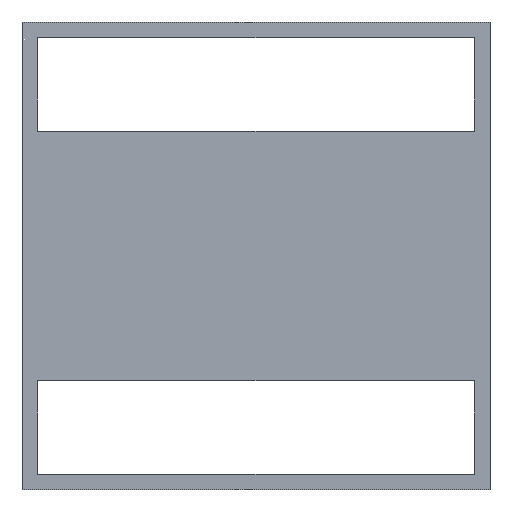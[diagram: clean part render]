
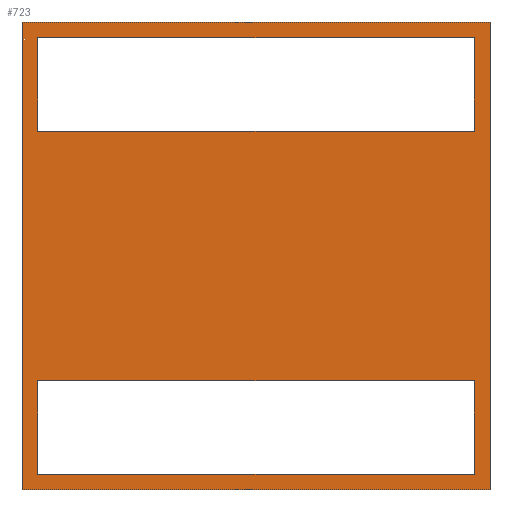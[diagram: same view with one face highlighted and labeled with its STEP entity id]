
A CAD part, front view. The second image highlights one B-rep face of the part: STEP entity #723.
In plain terms, the highlighted planar face has unit normal (0, -1, 0).
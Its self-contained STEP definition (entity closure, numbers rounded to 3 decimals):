
#8 = VECTOR ( 'NONE', #795, 1000. ) ;
#21 = DIRECTION ( 'NONE',  ( 1., 0., 0. ) ) ;
#23 = VERTEX_POINT ( 'NONE', #349 ) ;
#26 = VERTEX_POINT ( 'NONE', #703 ) ;
#27 = ORIENTED_EDGE ( 'NONE', *, *, #821, .T. ) ;
#51 = CARTESIAN_POINT ( 'NONE',  ( 280., 0., -160. ) ) ;
#75 = VERTEX_POINT ( 'NONE', #424 ) ;
#79 = EDGE_CURVE ( 'NONE', #505, #75, #289, .T. ) ;
#81 = CARTESIAN_POINT ( 'NONE',  ( 300., 0., 300. ) ) ;
#85 = EDGE_CURVE ( 'NONE', #615, #317, #806, .T. ) ;
#86 = CARTESIAN_POINT ( 'NONE',  ( -280., 0., 160. ) ) ;
#94 = EDGE_CURVE ( 'NONE', #317, #505, #214, .T. ) ;
#107 = CARTESIAN_POINT ( 'NONE',  ( -280., 0., 160. ) ) ;
#120 = EDGE_CURVE ( 'NONE', #895, #26, #640, .T. ) ;
#138 = DIRECTION ( 'NONE',  ( 0., 0., 1. ) ) ;
#150 = ORIENTED_EDGE ( 'NONE', *, *, #584, .T. ) ;
#162 = DIRECTION ( 'NONE',  ( -1., 0., 0. ) ) ;
#170 = DIRECTION ( 'NONE',  ( 0., 1., 0. ) ) ;
#171 = ORIENTED_EDGE ( 'NONE', *, *, #85, .F. ) ;
#174 = CARTESIAN_POINT ( 'NONE',  ( 0., 0., 0. ) ) ;
#184 = EDGE_LOOP ( 'NONE', ( #328, #171, #725, #732 ) ) ;
#186 = FACE_BOUND ( 'NONE', #955, .T. ) ;
#199 = CARTESIAN_POINT ( 'NONE',  ( -280., 0., 160. ) ) ;
#205 = CARTESIAN_POINT ( 'NONE',  ( -280., 0., 280. ) ) ;
#214 = LINE ( 'NONE', #271, #360 ) ;
#216 = DIRECTION ( 'NONE',  ( -1., 0., 0. ) ) ;
#231 = LINE ( 'NONE', #86, #631 ) ;
#236 = VERTEX_POINT ( 'NONE', #693 ) ;
#271 = CARTESIAN_POINT ( 'NONE',  ( -300., 0., -300. ) ) ;
#287 = LINE ( 'NONE', #426, #8 ) ;
#289 = LINE ( 'NONE', #940, #918 ) ;
#295 = DIRECTION ( 'NONE',  ( -1., 0., 0. ) ) ;
#297 = VERTEX_POINT ( 'NONE', #350 ) ;
#300 = VECTOR ( 'NONE', #21, 1000. ) ;
#303 = ORIENTED_EDGE ( 'NONE', *, *, #474, .T. ) ;
#317 = VERTEX_POINT ( 'NONE', #342 ) ;
#324 = EDGE_CURVE ( 'NONE', #500, #297, #549, .T. ) ;
#326 = CARTESIAN_POINT ( 'NONE',  ( -280., 0., 280. ) ) ;
#328 = ORIENTED_EDGE ( 'NONE', *, *, #94, .F. ) ;
#333 = ORIENTED_EDGE ( 'NONE', *, *, #626, .T. ) ;
#334 = VECTOR ( 'NONE', #939, 1000. ) ;
#342 = CARTESIAN_POINT ( 'NONE',  ( 300., 0., -300. ) ) ;
#346 = VECTOR ( 'NONE', #582, 1000. ) ;
#349 = CARTESIAN_POINT ( 'NONE',  ( -280., 0., -160. ) ) ;
#350 = CARTESIAN_POINT ( 'NONE',  ( 280., 0., 160. ) ) ;
#352 = CARTESIAN_POINT ( 'NONE',  ( -280., 0., -160. ) ) ;
#360 = VECTOR ( 'NONE', #295, 1000. ) ;
#381 = EDGE_CURVE ( 'NONE', #23, #236, #287, .T. ) ;
#389 = CARTESIAN_POINT ( 'NONE',  ( 280., 0., 280. ) ) ;
#424 = CARTESIAN_POINT ( 'NONE',  ( -300., 0., 300. ) ) ;
#426 = CARTESIAN_POINT ( 'NONE',  ( -280., 0., -160. ) ) ;
#428 = DIRECTION ( 'NONE',  ( 1., 0., 0. ) ) ;
#436 = CARTESIAN_POINT ( 'NONE',  ( 300., 0., 300. ) ) ;
#474 = EDGE_CURVE ( 'NONE', #735, #957, #691, .T. ) ;
#483 = FACE_OUTER_BOUND ( 'NONE', #184, .T. ) ;
#500 = VERTEX_POINT ( 'NONE', #389 ) ;
#505 = VERTEX_POINT ( 'NONE', #741 ) ;
#549 = LINE ( 'NONE', #781, #577 ) ;
#553 = ORIENTED_EDGE ( 'NONE', *, *, #324, .T. ) ;
#560 = CARTESIAN_POINT ( 'NONE',  ( -280., 0., -280. ) ) ;
#564 = LINE ( 'NONE', #352, #334 ) ;
#571 = LINE ( 'NONE', #51, #706 ) ;
#577 = VECTOR ( 'NONE', #846, 1000. ) ;
#582 = DIRECTION ( 'NONE',  ( 0., 0., 1. ) ) ;
#584 = EDGE_CURVE ( 'NONE', #297, #735, #231, .T. ) ;
#591 = AXIS2_PLACEMENT_3D ( 'NONE', #174, #170, #762 ) ;
#615 = VERTEX_POINT ( 'NONE', #81 ) ;
#618 = ORIENTED_EDGE ( 'NONE', *, *, #381, .T. ) ;
#626 = EDGE_CURVE ( 'NONE', #957, #500, #681, .T. ) ;
#631 = VECTOR ( 'NONE', #162, 1000. ) ;
#640 = LINE ( 'NONE', #560, #844 ) ;
#649 = DIRECTION ( 'NONE',  ( 0., 0., -1. ) ) ;
#674 = VECTOR ( 'NONE', #875, 1000. ) ;
#681 = LINE ( 'NONE', #326, #300 ) ;
#691 = LINE ( 'NONE', #199, #346 ) ;
#693 = CARTESIAN_POINT ( 'NONE',  ( 280., 0., -160. ) ) ;
#703 = CARTESIAN_POINT ( 'NONE',  ( -280., 0., -280. ) ) ;
#706 = VECTOR ( 'NONE', #649, 1000. ) ;
#709 = CARTESIAN_POINT ( 'NONE',  ( -300., 0., 300. ) ) ;
#723 = ADVANCED_FACE ( 'NONE', ( #186, #832, #483 ), #922, .F. ) ;
#725 = ORIENTED_EDGE ( 'NONE', *, *, #807, .F. ) ;
#732 = ORIENTED_EDGE ( 'NONE', *, *, #79, .F. ) ;
#735 = VERTEX_POINT ( 'NONE', #107 ) ;
#741 = CARTESIAN_POINT ( 'NONE',  ( -300., 0., -300. ) ) ;
#749 = EDGE_CURVE ( 'NONE', #236, #895, #571, .T. ) ;
#762 = DIRECTION ( 'NONE',  ( 0., 0., 1. ) ) ;
#775 = EDGE_LOOP ( 'NONE', ( #618, #908, #803, #27 ) ) ;
#781 = CARTESIAN_POINT ( 'NONE',  ( 280., 0., 160. ) ) ;
#795 = DIRECTION ( 'NONE',  ( 1., 0., 0. ) ) ;
#797 = LINE ( 'NONE', #709, #810 ) ;
#803 = ORIENTED_EDGE ( 'NONE', *, *, #120, .T. ) ;
#806 = LINE ( 'NONE', #436, #674 ) ;
#807 = EDGE_CURVE ( 'NONE', #75, #615, #797, .T. ) ;
#810 = VECTOR ( 'NONE', #428, 1000. ) ;
#821 = EDGE_CURVE ( 'NONE', #26, #23, #564, .T. ) ;
#832 = FACE_BOUND ( 'NONE', #775, .T. ) ;
#844 = VECTOR ( 'NONE', #216, 1000. ) ;
#846 = DIRECTION ( 'NONE',  ( 0., 0., -1. ) ) ;
#875 = DIRECTION ( 'NONE',  ( 0., 0., -1. ) ) ;
#895 = VERTEX_POINT ( 'NONE', #932 ) ;
#908 = ORIENTED_EDGE ( 'NONE', *, *, #749, .T. ) ;
#918 = VECTOR ( 'NONE', #138, 1000. ) ;
#922 = PLANE ( 'NONE',  #591 ) ;
#932 = CARTESIAN_POINT ( 'NONE',  ( 280., 0., -280. ) ) ;
#939 = DIRECTION ( 'NONE',  ( 0., 0., 1. ) ) ;
#940 = CARTESIAN_POINT ( 'NONE',  ( -300., 0., 300. ) ) ;
#955 = EDGE_LOOP ( 'NONE', ( #150, #303, #333, #553 ) ) ;
#957 = VERTEX_POINT ( 'NONE', #205 ) ;
